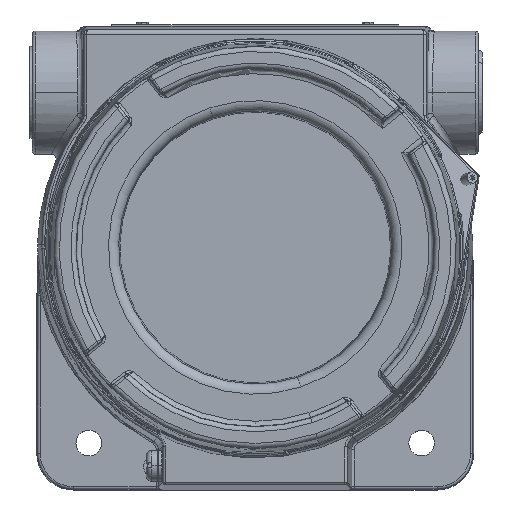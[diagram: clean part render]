
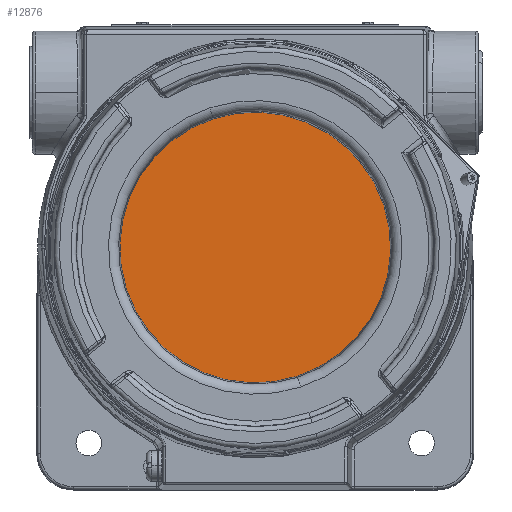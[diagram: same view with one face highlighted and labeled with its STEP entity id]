
A CAD part, top view. The second image highlights one B-rep face of the part: STEP entity #12876.
In plain terms, the highlighted planar face has unit normal (0, 0, 1).
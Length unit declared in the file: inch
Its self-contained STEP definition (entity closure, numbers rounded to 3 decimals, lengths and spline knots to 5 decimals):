
#160 = EDGE_CURVE ( 'NONE', #39337, #11239, #47399, .T. ) ;
#3507 = AXIS2_PLACEMENT_3D ( 'NONE', #15019, #9720, #43622 ) ;
#4762 = CARTESIAN_POINT ( 'NONE',  ( 0.30569, -2.00786, 3.562 ) ) ;
#4995 = ORIENTED_EDGE ( 'NONE', *, *, #13868, .F. ) ;
#6262 = CARTESIAN_POINT ( 'NONE',  ( -0.30569, 2.00786, 3.562 ) ) ;
#6694 = FACE_OUTER_BOUND ( 'NONE', #31393, .T. ) ;
#9720 = DIRECTION ( 'NONE',  ( 0., 0., -1. ) ) ;
#11239 = VERTEX_POINT ( 'NONE', #6262 ) ;
#12876 = ADVANCED_FACE ( 'NONE', ( #6694 ), #18926, .F. ) ;
#13868 = EDGE_CURVE ( 'NONE', #11239, #39337, #17610, .T. ) ;
#15019 = CARTESIAN_POINT ( 'NONE',  ( 0., 0., 3.562 ) ) ;
#17610 = CIRCLE ( 'NONE', #30039, 2.031 ) ;
#18926 = PLANE ( 'NONE',  #3507 ) ;
#25457 = DIRECTION ( 'NONE',  ( -0.151, 0.989, 0. ) ) ;
#27787 = DIRECTION ( 'NONE',  ( 0., 0., -1. ) ) ;
#30039 = AXIS2_PLACEMENT_3D ( 'NONE', #50760, #46286, #25457 ) ;
#31393 = EDGE_LOOP ( 'NONE', ( #4995, #49008 ) ) ;
#32337 = AXIS2_PLACEMENT_3D ( 'NONE', #48904, #27787, #49724 ) ;
#39337 = VERTEX_POINT ( 'NONE', #4762 ) ;
#43622 = DIRECTION ( 'NONE',  ( -0.151, 0.989, 0. ) ) ;
#46286 = DIRECTION ( 'NONE',  ( 0., 0., -1. ) ) ;
#47399 = CIRCLE ( 'NONE', #32337, 2.031 ) ;
#48904 = CARTESIAN_POINT ( 'NONE',  ( 0., 0., 3.562 ) ) ;
#49008 = ORIENTED_EDGE ( 'NONE', *, *, #160, .F. ) ;
#49724 = DIRECTION ( 'NONE',  ( -0.151, 0.989, 0. ) ) ;
#50760 = CARTESIAN_POINT ( 'NONE',  ( 0., 0., 3.562 ) ) ;
